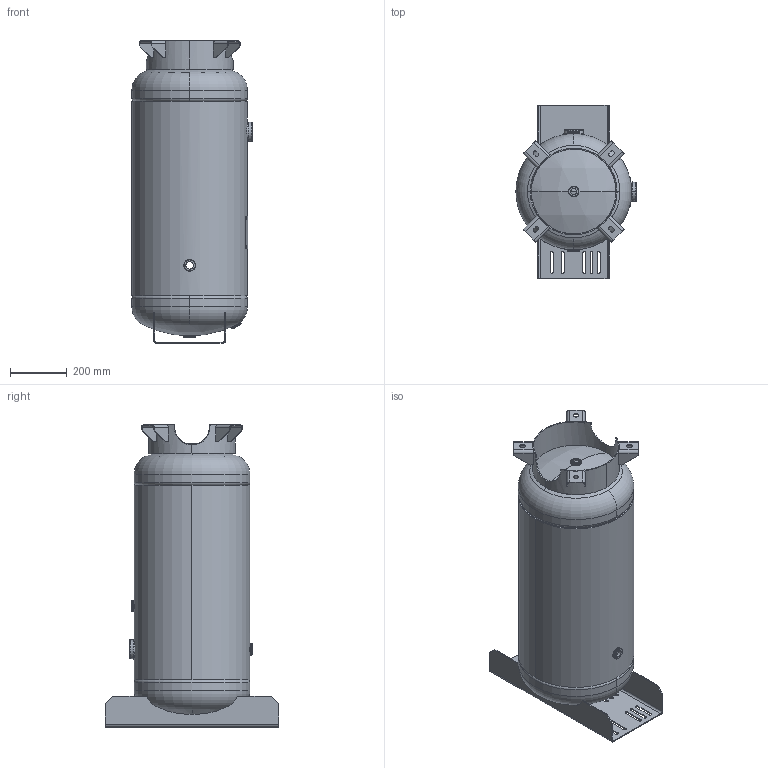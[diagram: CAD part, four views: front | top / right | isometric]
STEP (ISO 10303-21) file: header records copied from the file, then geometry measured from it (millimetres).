
FILE_DESCRIPTION (( 'STEP AP214' ), '1' );
FILE_NAME ('302409.STEP', '2025-04-10T16:27:45', ( '' ), ( '' ), 'SwSTEP 2.0', 'SolidWorks 2022', '' );
FILE_SCHEMA (( 'AUTOMOTIVE_DESIGN' ));
Length unit declared in the file: millimetre
Products named in the file (1): 302409
Bounding box: 422.78 x 609.6 x 1062.04 mm (x, y, z)
Volume: 7511373.3 mm3; surface area: 3514517.8 mm2
Topology: 17 solids, 17 shells, 462 faces, 1054 edges, 640 vertices
Faces by surface type: plane 180, cylinder 140, torus 104, bspline 30, sphere 8
Full cylindrical faces by diameter (mm): 397.205 x1, 406.4 x1
Entity records: 24467 total; most frequent: CARTESIAN_POINT 8628, DIRECTION 2288, ORIENTED_EDGE 2108, EDGE_CURVE 1054, AXIS2_PLACEMENT_3D 917, VERTEX_POINT 640, EDGE_LOOP 536, CIRCLE 484
